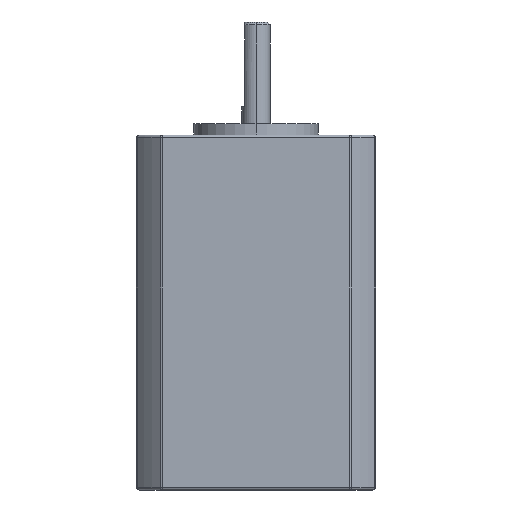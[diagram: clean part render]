
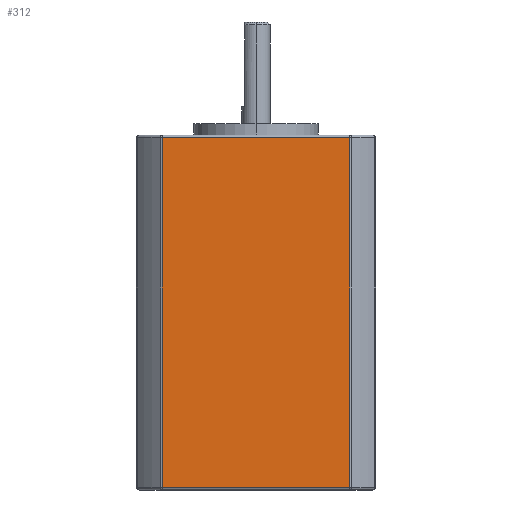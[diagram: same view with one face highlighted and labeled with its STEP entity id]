
A CAD part, left-side view. The second image highlights one B-rep face of the part: STEP entity #312.
In plain terms, the highlighted planar face has unit normal (-1, 0, 0).
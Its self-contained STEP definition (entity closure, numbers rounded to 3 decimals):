
#98 = AXIS2_PLACEMENT_3D ( 'NONE', #1040, #1039, #1038 ) ;
#149 = EDGE_CURVE ( 'NONE', #1862, #1863, #608, .T. ) ;
#165 = EDGE_CURVE ( 'NONE', #1866, #1864, #619, .T. ) ;
#167 = EDGE_CURVE ( 'NONE', #1864, #1862, #620, .T. ) ;
#169 = EDGE_CURVE ( 'NONE', #1863, #1866, #621, .T. ) ;
#312 = ADVANCED_FACE ( 'NONE', ( #686 ), #1041, .F. ) ;
#369 = VECTOR ( 'NONE', #1508, 1000. ) ;
#432 = EDGE_LOOP ( 'NONE', ( #1663, #1662, #1643, #1632 ) ) ;
#547 = VECTOR ( 'NONE', #1501, 1000. ) ;
#549 = VECTOR ( 'NONE', #1495, 1000. ) ;
#608 = LINE ( 'NONE', #1553, #934 ) ;
#619 = LINE ( 'NONE', #1510, #369 ) ;
#620 = LINE ( 'NONE', #1502, #547 ) ;
#621 = LINE ( 'NONE', #1496, #549 ) ;
#686 = FACE_OUTER_BOUND ( 'NONE', #432, .T. ) ;
#840 = CARTESIAN_POINT ( 'NONE',  ( -21.15, 16.608, 62.3 ) ) ;
#844 = CARTESIAN_POINT ( 'NONE',  ( -21.15, 16.608, 0.5 ) ) ;
#845 = CARTESIAN_POINT ( 'NONE',  ( -21.15, -16.608, 62.3 ) ) ;
#846 = CARTESIAN_POINT ( 'NONE',  ( -21.15, -16.608, 0.5 ) ) ;
#934 = VECTOR ( 'NONE', #1552, 1000. ) ;
#1038 = DIRECTION ( 'NONE',  ( 0., 0., -1. ) ) ;
#1039 = DIRECTION ( 'NONE',  ( 1., 0., 0. ) ) ;
#1040 = CARTESIAN_POINT ( 'NONE',  ( -21.15, 16.783, 62.8 ) ) ;
#1041 = PLANE ( 'NONE',  #98 ) ;
#1495 = DIRECTION ( 'NONE',  ( 0., 1., 0. ) ) ;
#1496 = CARTESIAN_POINT ( 'NONE',  ( -21.15, 16.783, 62.3 ) ) ;
#1501 = DIRECTION ( 'NONE',  ( 0., -1., 0. ) ) ;
#1502 = CARTESIAN_POINT ( 'NONE',  ( -21.15, 16.783, 0.5 ) ) ;
#1508 = DIRECTION ( 'NONE',  ( 0., 0., -1. ) ) ;
#1510 = CARTESIAN_POINT ( 'NONE',  ( -21.15, 16.608, 62.8 ) ) ;
#1552 = DIRECTION ( 'NONE',  ( 0., 0., 1. ) ) ;
#1553 = CARTESIAN_POINT ( 'NONE',  ( -21.15, -16.608, 62.8 ) ) ;
#1632 = ORIENTED_EDGE ( 'NONE', *, *, #167, .T. ) ;
#1643 = ORIENTED_EDGE ( 'NONE', *, *, #165, .T. ) ;
#1662 = ORIENTED_EDGE ( 'NONE', *, *, #169, .T. ) ;
#1663 = ORIENTED_EDGE ( 'NONE', *, *, #149, .T. ) ;
#1862 = VERTEX_POINT ( 'NONE', #846 ) ;
#1863 = VERTEX_POINT ( 'NONE', #845 ) ;
#1864 = VERTEX_POINT ( 'NONE', #844 ) ;
#1866 = VERTEX_POINT ( 'NONE', #840 ) ;
